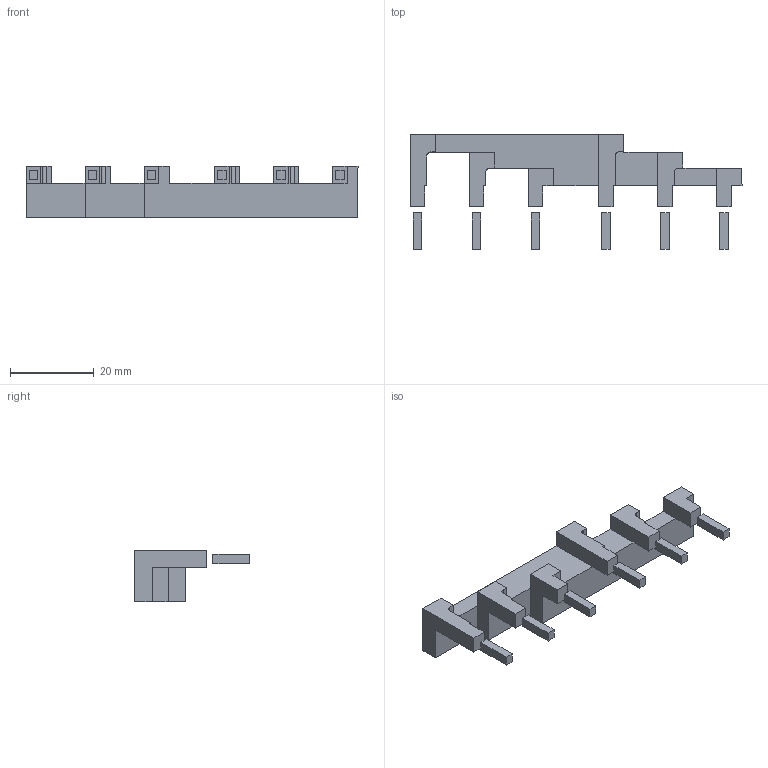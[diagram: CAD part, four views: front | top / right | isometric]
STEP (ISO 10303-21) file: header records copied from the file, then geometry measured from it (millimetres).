
FILE_DESCRIPTION((' '),'2;1');
FILE_NAME('KT7-32-DB-45-2_3D.stp','2012-04-03T14:52:10',(' '),(' '),' ','ACIS',' ');
FILE_SCHEMA(('CONFIG_CONTROL_DESIGN'));
Length unit declared in the file: millimetre
Products named in the file (8): KT7-32-DB-45-2_3D.stp; Body1; Body2; Body3; Body4; Body5; Body6; Body7
Assembly tree (7 placements, depth 2):
  KT7-32-DB-45-2_3D.stp
    Body1
    Body2
    Body3
    Body4
    Body5
    Body6
    Body7
Bounding box: 79.3 x 27.4 x 12.3 mm (x, y, z)
Volume: 6794.9 mm3; surface area: 4499.1 mm2
Topology: 7 solids, 7 shells, 97 faces, 242 edges, 159 vertices
Faces by surface type: plane 93, cylinder 4
Entity records: 3940 total; most frequent: CARTESIAN_POINT 513, ORIENTED_EDGE 484, DIRECTION 475, EDGE_CURVE 242, VECTOR 233, LINE 233, VERTEX_POINT 159, AXIS2_PLACEMENT_3D 121
